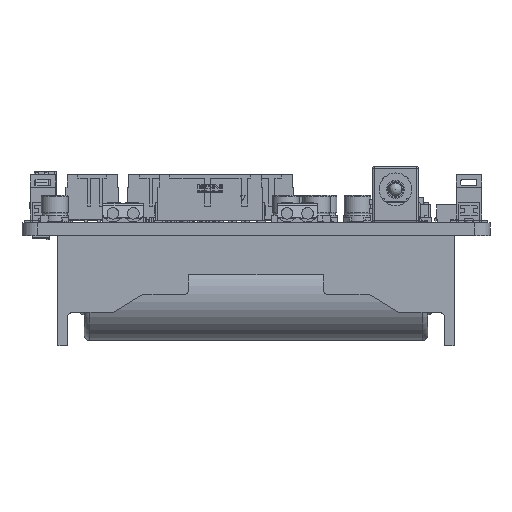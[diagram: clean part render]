
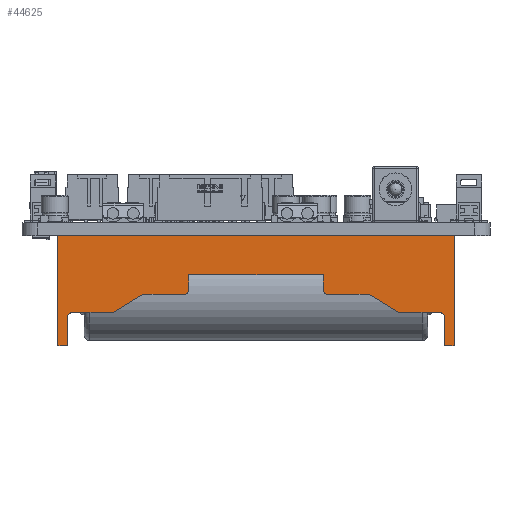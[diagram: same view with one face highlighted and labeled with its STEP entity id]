
A CAD part, left-side view. The second image highlights one B-rep face of the part: STEP entity #44625.
In plain terms, the highlighted planar face has unit normal (-1, 0, 0).
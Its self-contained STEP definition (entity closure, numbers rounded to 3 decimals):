
#1474=CIRCLE('',#47200,1.);
#1475=CIRCLE('',#47201,1.);
#1476=CIRCLE('',#47202,1.);
#1477=CIRCLE('',#47203,1.);
#3398=FACE_OUTER_BOUND('',#5839,.T.);
#5839=EDGE_LOOP('',(#29726,#29727,#29728,#29729,#29730,#29731,#29732,#29733,
#29734,#29735,#29736,#29737,#29738,#29739,#29740,#29741,#29742,#29743,#29744,
#29745));
#8441=LINE('',#62192,#13639);
#8445=LINE('',#62201,#13643);
#8449=LINE('',#62208,#13647);
#8451=LINE('',#62212,#13649);
#8452=LINE('',#62214,#13650);
#8453=LINE('',#62218,#13651);
#8454=LINE('',#62220,#13652);
#8455=LINE('',#62222,#13653);
#8456=LINE('',#62226,#13654);
#8457=LINE('',#62228,#13655);
#8458=LINE('',#62230,#13656);
#8459=LINE('',#62234,#13657);
#8460=LINE('',#62236,#13658);
#8461=LINE('',#62238,#13659);
#8462=LINE('',#62242,#13660);
#8463=LINE('',#62243,#13661);
#13639=VECTOR('',#50465,10.);
#13643=VECTOR('',#50471,10.);
#13647=VECTOR('',#50477,10.);
#13649=VECTOR('',#50481,10.);
#13650=VECTOR('',#50482,10.);
#13651=VECTOR('',#50485,10.);
#13652=VECTOR('',#50486,10.);
#13653=VECTOR('',#50487,10.);
#13654=VECTOR('',#50490,10.);
#13655=VECTOR('',#50491,10.);
#13656=VECTOR('',#50492,10.);
#13657=VECTOR('',#50495,10.);
#13658=VECTOR('',#50496,10.);
#13659=VECTOR('',#50497,10.);
#13660=VECTOR('',#50500,10.);
#13661=VECTOR('',#50501,10.);
#18837=VERTEX_POINT('',#62190);
#18838=VERTEX_POINT('',#62191);
#18841=VERTEX_POINT('',#62199);
#18842=VERTEX_POINT('',#62200);
#18845=VERTEX_POINT('',#62211);
#18846=VERTEX_POINT('',#62213);
#18847=VERTEX_POINT('',#62215);
#18848=VERTEX_POINT('',#62217);
#18849=VERTEX_POINT('',#62219);
#18850=VERTEX_POINT('',#62221);
#18851=VERTEX_POINT('',#62223);
#18852=VERTEX_POINT('',#62225);
#18853=VERTEX_POINT('',#62227);
#18854=VERTEX_POINT('',#62229);
#18855=VERTEX_POINT('',#62231);
#18856=VERTEX_POINT('',#62233);
#18857=VERTEX_POINT('',#62235);
#18858=VERTEX_POINT('',#62237);
#18859=VERTEX_POINT('',#62239);
#18860=VERTEX_POINT('',#62241);
#23133=EDGE_CURVE('',#18837,#18838,#8441,.T.);
#23137=EDGE_CURVE('',#18841,#18842,#8445,.T.);
#23141=EDGE_CURVE('',#18842,#18837,#8449,.T.);
#23143=EDGE_CURVE('',#18845,#18841,#8451,.T.);
#23144=EDGE_CURVE('',#18846,#18845,#8452,.T.);
#23145=EDGE_CURVE('',#18847,#18846,#1474,.T.);
#23146=EDGE_CURVE('',#18848,#18847,#8453,.T.);
#23147=EDGE_CURVE('',#18849,#18848,#8454,.T.);
#23148=EDGE_CURVE('',#18850,#18849,#8455,.T.);
#23149=EDGE_CURVE('',#18851,#18850,#1475,.T.);
#23150=EDGE_CURVE('',#18852,#18851,#8456,.T.);
#23151=EDGE_CURVE('',#18853,#18852,#8457,.T.);
#23152=EDGE_CURVE('',#18854,#18853,#8458,.T.);
#23153=EDGE_CURVE('',#18855,#18854,#1476,.T.);
#23154=EDGE_CURVE('',#18856,#18855,#8459,.T.);
#23155=EDGE_CURVE('',#18857,#18856,#8460,.T.);
#23156=EDGE_CURVE('',#18858,#18857,#8461,.T.);
#23157=EDGE_CURVE('',#18859,#18858,#1477,.T.);
#23158=EDGE_CURVE('',#18860,#18859,#8462,.T.);
#23159=EDGE_CURVE('',#18838,#18860,#8463,.T.);
#29726=ORIENTED_EDGE('',*,*,#23143,.F.);
#29727=ORIENTED_EDGE('',*,*,#23144,.F.);
#29728=ORIENTED_EDGE('',*,*,#23145,.F.);
#29729=ORIENTED_EDGE('',*,*,#23146,.F.);
#29730=ORIENTED_EDGE('',*,*,#23147,.F.);
#29731=ORIENTED_EDGE('',*,*,#23148,.F.);
#29732=ORIENTED_EDGE('',*,*,#23149,.F.);
#29733=ORIENTED_EDGE('',*,*,#23150,.F.);
#29734=ORIENTED_EDGE('',*,*,#23151,.F.);
#29735=ORIENTED_EDGE('',*,*,#23152,.F.);
#29736=ORIENTED_EDGE('',*,*,#23153,.F.);
#29737=ORIENTED_EDGE('',*,*,#23154,.F.);
#29738=ORIENTED_EDGE('',*,*,#23155,.F.);
#29739=ORIENTED_EDGE('',*,*,#23156,.F.);
#29740=ORIENTED_EDGE('',*,*,#23157,.F.);
#29741=ORIENTED_EDGE('',*,*,#23158,.F.);
#29742=ORIENTED_EDGE('',*,*,#23159,.F.);
#29743=ORIENTED_EDGE('',*,*,#23133,.F.);
#29744=ORIENTED_EDGE('',*,*,#23141,.F.);
#29745=ORIENTED_EDGE('',*,*,#23137,.F.);
#42879=PLANE('',#47199);
#44625=ADVANCED_FACE('',(#3398),#42879,.F.);
#47199=AXIS2_PLACEMENT_3D('',#62210,#50479,#50480);
#47200=AXIS2_PLACEMENT_3D('',#62216,#50483,#50484);
#47201=AXIS2_PLACEMENT_3D('',#62224,#50488,#50489);
#47202=AXIS2_PLACEMENT_3D('',#62232,#50493,#50494);
#47203=AXIS2_PLACEMENT_3D('',#62240,#50498,#50499);
#50465=DIRECTION('',(0.,0.,-1.));
#50471=DIRECTION('',(0.,0.,1.));
#50477=DIRECTION('',(0.,-1.,0.));
#50479=DIRECTION('center_axis',(1.,0.,0.));
#50480=DIRECTION('ref_axis',(0.,1.,0.));
#50481=DIRECTION('',(0.,1.,0.));
#50482=DIRECTION('',(0.,0.,-1.));
#50483=DIRECTION('center_axis',(-1.,0.,0.));
#50484=DIRECTION('ref_axis',(0.,0.707,0.707));
#50485=DIRECTION('',(0.,1.,0.));
#50486=DIRECTION('',(0.,0.852,-0.523));
#50487=DIRECTION('',(0.,1.,0.));
#50488=DIRECTION('center_axis',(1.,0.,0.));
#50489=DIRECTION('ref_axis',(0.,-0.707,-0.707));
#50490=DIRECTION('',(0.,0.,-1.));
#50491=DIRECTION('',(0.,1.,0.));
#50492=DIRECTION('',(0.,0.,1.));
#50493=DIRECTION('center_axis',(1.,0.,0.));
#50494=DIRECTION('ref_axis',(0.,0.707,-0.707));
#50495=DIRECTION('',(0.,1.,0.));
#50496=DIRECTION('',(0.,0.852,0.523));
#50497=DIRECTION('',(0.,1.,0.));
#50498=DIRECTION('center_axis',(-1.,0.,0.));
#50499=DIRECTION('ref_axis',(0.,-0.707,0.707));
#50500=DIRECTION('',(0.,0.,1.));
#50501=DIRECTION('',(0.,1.,0.));
#62190=CARTESIAN_POINT('',(-95.15,-38.66,0.));
#62191=CARTESIAN_POINT('',(-95.15,-38.66,-21.5));
#62192=CARTESIAN_POINT('',(-95.15,-38.66,-10.75));
#62199=CARTESIAN_POINT('',(-95.15,38.66,-21.5));
#62200=CARTESIAN_POINT('',(-95.15,38.66,0.));
#62201=CARTESIAN_POINT('',(-95.15,38.66,-10.75));
#62208=CARTESIAN_POINT('',(-95.15,-19.65,0.));
#62210=CARTESIAN_POINT('Origin',(-95.15,-39.3,-21.5));
#62211=CARTESIAN_POINT('',(-95.15,36.8,-21.5));
#62212=CARTESIAN_POINT('',(-95.15,-19.65,-21.5));
#62213=CARTESIAN_POINT('',(-95.15,36.8,-16.));
#62214=CARTESIAN_POINT('',(-95.15,36.8,-18.25));
#62215=CARTESIAN_POINT('',(-95.15,35.8,-15.));
#62216=CARTESIAN_POINT('Origin',(-95.15,35.8,-16.));
#62217=CARTESIAN_POINT('',(-95.15,27.8,-15.));
#62218=CARTESIAN_POINT('',(-95.15,-5.75,-15.));
#62219=CARTESIAN_POINT('',(-95.15,22.1,-11.5));
#62220=CARTESIAN_POINT('',(-95.15,2.035,0.82));
#62221=CARTESIAN_POINT('',(-95.15,14.1,-11.5));
#62222=CARTESIAN_POINT('',(-95.15,-13.1,-11.5));
#62223=CARTESIAN_POINT('',(-95.15,13.1,-10.5));
#62224=CARTESIAN_POINT('Origin',(-95.15,14.1,-10.5));
#62225=CARTESIAN_POINT('',(-95.15,13.1,-7.65));
#62226=CARTESIAN_POINT('',(-95.15,13.1,-14.575));
#62227=CARTESIAN_POINT('',(-95.15,-13.1,-7.65));
#62228=CARTESIAN_POINT('',(-95.15,-26.2,-7.65));
#62229=CARTESIAN_POINT('',(-95.15,-13.1,-10.5));
#62230=CARTESIAN_POINT('',(-95.15,-13.1,-16.5));
#62231=CARTESIAN_POINT('',(-95.15,-14.1,-11.5));
#62232=CARTESIAN_POINT('Origin',(-95.15,-14.1,-10.5));
#62233=CARTESIAN_POINT('',(-95.15,-22.1,-11.5));
#62234=CARTESIAN_POINT('',(-95.15,-30.7,-11.5));
#62235=CARTESIAN_POINT('',(-95.15,-27.8,-15.));
#62236=CARTESIAN_POINT('',(-95.15,-33.425,-18.454));
#62237=CARTESIAN_POINT('',(-95.15,-35.8,-15.));
#62238=CARTESIAN_POINT('',(-95.15,-38.05,-15.));
#62239=CARTESIAN_POINT('',(-95.15,-36.8,-16.));
#62240=CARTESIAN_POINT('Origin',(-95.15,-35.8,-16.));
#62241=CARTESIAN_POINT('',(-95.15,-36.8,-21.5));
#62242=CARTESIAN_POINT('',(-95.15,-36.8,-21.5));
#62243=CARTESIAN_POINT('',(-95.15,-19.65,-21.5));
